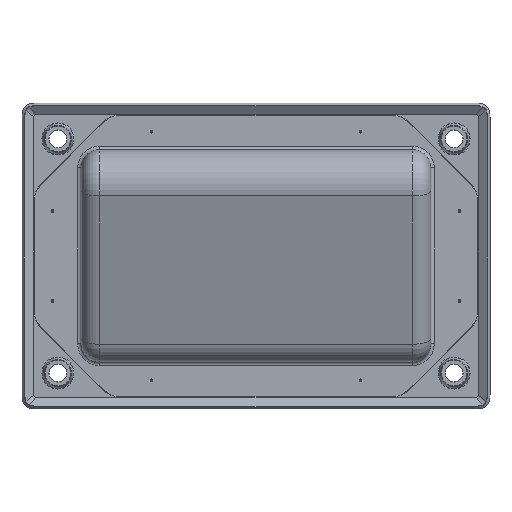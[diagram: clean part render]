
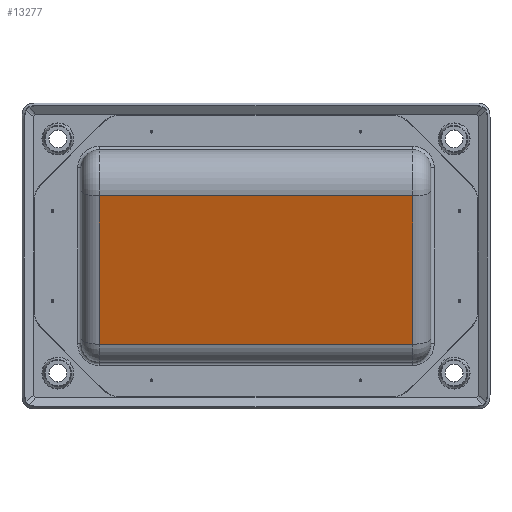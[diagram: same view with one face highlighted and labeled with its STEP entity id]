
A CAD part, top view. The second image highlights one B-rep face of the part: STEP entity #13277.
In plain terms, the highlighted face is planar.
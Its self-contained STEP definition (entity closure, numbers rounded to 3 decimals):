
#2466 = DIRECTION ( 'NONE',  ( 0., 0.958, -0.286 ) ) ;
#2496 = VECTOR ( 'NONE', #2466, 1000. ) ;
#2712 = CARTESIAN_POINT ( 'NONE',  ( 43.5, 16.641, -19.583 ) ) ;
#2770 = DIRECTION ( 'NONE',  ( 1., 0., 0. ) ) ;
#2771 = VECTOR ( 'NONE', #2770, 1000. ) ;
#2772 = CARTESIAN_POINT ( 'NONE',  ( -61.5, 16.641, -19.583 ) ) ;
#2774 = LINE ( 'NONE', #2772, #2771 ) ;
#2822 = DIRECTION ( 'NONE',  ( 1., 0., 0. ) ) ;
#2823 = VECTOR ( 'NONE', #2822, 1000. ) ;
#2826 = CARTESIAN_POINT ( 'NONE',  ( -61.5, -24.501, -7.308 ) ) ;
#2844 = CARTESIAN_POINT ( 'NONE',  ( -43.5, 16.641, -19.583 ) ) ;
#2860 = LINE ( 'NONE', #2826, #2823 ) ;
#2871 = DIRECTION ( 'NONE',  ( 0., 0.286, 0.958 ) ) ;
#2872 = FACE_OUTER_BOUND ( 'NONE', #13361, .T. ) ;
#2874 = CARTESIAN_POINT ( 'NONE',  ( -43.5, -24.501, -7.308 ) ) ;
#2905 = LINE ( 'NONE', #2935, #2496 ) ;
#2909 = DIRECTION ( 'NONE',  ( 0., -0.958, 0.286 ) ) ;
#2915 = CARTESIAN_POINT ( 'NONE',  ( -61.5, 16.641, -19.583 ) ) ;
#2935 = CARTESIAN_POINT ( 'NONE',  ( -43.5, 16.641, -19.583 ) ) ;
#2937 = AXIS2_PLACEMENT_3D ( 'NONE', #2915, #2871, #2909 ) ;
#2943 = PLANE ( 'NONE',  #2937 ) ;
#3020 = CARTESIAN_POINT ( 'NONE',  ( 43.5, -24.501, -7.308 ) ) ;
#3126 = VECTOR ( 'NONE', #3145, 1000. ) ;
#3137 = CARTESIAN_POINT ( 'NONE',  ( 43.5, 16.641, -19.583 ) ) ;
#3145 = DIRECTION ( 'NONE',  ( 0., -0.958, 0.286 ) ) ;
#3147 = LINE ( 'NONE', #3137, #3126 ) ;
#13194 = VERTEX_POINT ( 'NONE', #2712 ) ;
#13214 = EDGE_CURVE ( 'NONE', #13253, #13194, #2774, .T. ) ;
#13253 = VERTEX_POINT ( 'NONE', #2844 ) ;
#13270 = EDGE_CURVE ( 'NONE', #13290, #13332, #2860, .T. ) ;
#13277 = ADVANCED_FACE ( 'NONE', ( #2872 ), #2943, .F. ) ;
#13282 = ORIENTED_EDGE ( 'NONE', *, *, #13292, .T. ) ;
#13283 = ORIENTED_EDGE ( 'NONE', *, *, #13214, .T. ) ;
#13290 = VERTEX_POINT ( 'NONE', #2874 ) ;
#13292 = EDGE_CURVE ( 'NONE', #13290, #13253, #2905, .T. ) ;
#13317 = ORIENTED_EDGE ( 'NONE', *, *, #13356, .T. ) ;
#13332 = VERTEX_POINT ( 'NONE', #3020 ) ;
#13356 = EDGE_CURVE ( 'NONE', #13194, #13332, #3147, .T. ) ;
#13361 = EDGE_LOOP ( 'NONE', ( #13365, #13282, #13283, #13317 ) ) ;
#13365 = ORIENTED_EDGE ( 'NONE', *, *, #13270, .F. ) ;
